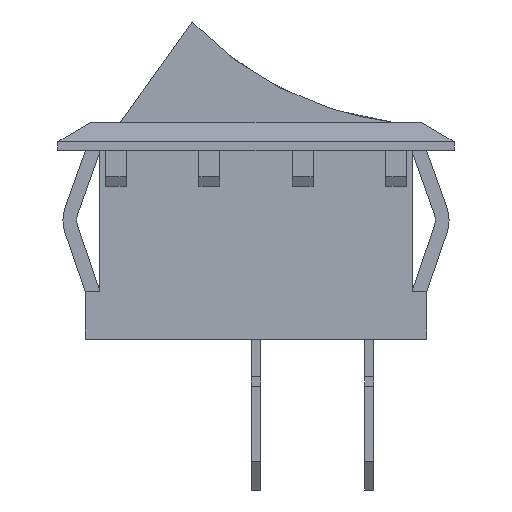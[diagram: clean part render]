
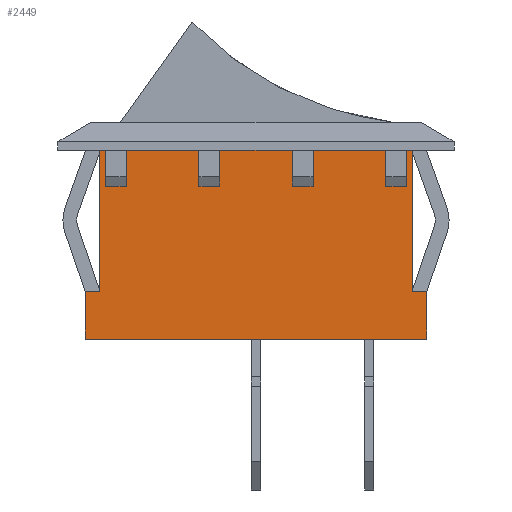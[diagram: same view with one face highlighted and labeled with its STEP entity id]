
A CAD part, front view. The second image highlights one B-rep face of the part: STEP entity #2449.
In plain terms, the highlighted planar face has unit normal (0, -1, 0).
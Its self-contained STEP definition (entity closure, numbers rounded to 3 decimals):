
#40=PLANE('',#2589);
#152=FACE_OUTER_BOUND('',#275,.T.);
#275=EDGE_LOOP('',(#1739,#1740,#1741,#1742,#1743,#1744,#1745,#1746,#1747,
#1748,#1749,#1750,#1751,#1752,#1753,#1754,#1755,#1756,#1757,#1758,#1759,
#1760,#1761,#1762));
#416=LINE('',#3353,#749);
#444=LINE('',#3409,#777);
#448=LINE('',#3417,#781);
#452=LINE('',#3425,#785);
#456=LINE('',#3433,#789);
#458=LINE('',#3437,#791);
#459=LINE('',#3439,#792);
#460=LINE('',#3440,#793);
#461=LINE('',#3442,#794);
#462=LINE('',#3444,#795);
#463=LINE('',#3445,#796);
#464=LINE('',#3447,#797);
#465=LINE('',#3449,#798);
#466=LINE('',#3450,#799);
#467=LINE('',#3452,#800);
#468=LINE('',#3454,#801);
#469=LINE('',#3455,#802);
#470=LINE('',#3457,#803);
#471=LINE('',#3459,#804);
#472=LINE('',#3461,#805);
#473=LINE('',#3463,#806);
#474=LINE('',#3465,#807);
#475=LINE('',#3467,#808);
#476=LINE('',#3468,#809);
#749=VECTOR('',#2742,1000.);
#777=VECTOR('',#2770,1000.);
#781=VECTOR('',#2774,1000.);
#785=VECTOR('',#2778,1000.);
#789=VECTOR('',#2782,1000.);
#791=VECTOR('',#2786,1000.);
#792=VECTOR('',#2787,1000.);
#793=VECTOR('',#2788,1000.);
#794=VECTOR('',#2789,1000.);
#795=VECTOR('',#2790,1000.);
#796=VECTOR('',#2791,1000.);
#797=VECTOR('',#2792,1000.);
#798=VECTOR('',#2793,1000.);
#799=VECTOR('',#2794,1000.);
#800=VECTOR('',#2795,1000.);
#801=VECTOR('',#2796,1000.);
#802=VECTOR('',#2797,1000.);
#803=VECTOR('',#2798,1000.);
#804=VECTOR('',#2799,1000.);
#805=VECTOR('',#2800,1000.);
#806=VECTOR('',#2801,1000.);
#807=VECTOR('',#2802,1000.);
#808=VECTOR('',#2803,1000.);
#809=VECTOR('',#2804,1000.);
#1102=VERTEX_POINT('',#3350);
#1103=VERTEX_POINT('',#3352);
#1130=VERTEX_POINT('',#3406);
#1131=VERTEX_POINT('',#3408);
#1134=VERTEX_POINT('',#3414);
#1135=VERTEX_POINT('',#3416);
#1138=VERTEX_POINT('',#3422);
#1139=VERTEX_POINT('',#3424);
#1142=VERTEX_POINT('',#3430);
#1143=VERTEX_POINT('',#3432);
#1144=VERTEX_POINT('',#3436);
#1145=VERTEX_POINT('',#3438);
#1146=VERTEX_POINT('',#3441);
#1147=VERTEX_POINT('',#3443);
#1148=VERTEX_POINT('',#3446);
#1149=VERTEX_POINT('',#3448);
#1150=VERTEX_POINT('',#3451);
#1151=VERTEX_POINT('',#3453);
#1152=VERTEX_POINT('',#3456);
#1153=VERTEX_POINT('',#3458);
#1154=VERTEX_POINT('',#3460);
#1155=VERTEX_POINT('',#3462);
#1156=VERTEX_POINT('',#3464);
#1157=VERTEX_POINT('',#3466);
#1340=EDGE_CURVE('',#1102,#1103,#416,.T.);
#1368=EDGE_CURVE('',#1130,#1131,#444,.T.);
#1372=EDGE_CURVE('',#1134,#1135,#448,.T.);
#1376=EDGE_CURVE('',#1138,#1139,#452,.T.);
#1380=EDGE_CURVE('',#1142,#1143,#456,.T.);
#1382=EDGE_CURVE('',#1144,#1102,#458,.T.);
#1383=EDGE_CURVE('',#1145,#1144,#459,.T.);
#1384=EDGE_CURVE('',#1145,#1143,#460,.T.);
#1385=EDGE_CURVE('',#1146,#1142,#461,.T.);
#1386=EDGE_CURVE('',#1147,#1146,#462,.T.);
#1387=EDGE_CURVE('',#1147,#1139,#463,.T.);
#1388=EDGE_CURVE('',#1148,#1138,#464,.T.);
#1389=EDGE_CURVE('',#1149,#1148,#465,.T.);
#1390=EDGE_CURVE('',#1149,#1135,#466,.T.);
#1391=EDGE_CURVE('',#1150,#1134,#467,.T.);
#1392=EDGE_CURVE('',#1151,#1150,#468,.T.);
#1393=EDGE_CURVE('',#1151,#1131,#469,.T.);
#1394=EDGE_CURVE('',#1130,#1152,#470,.T.);
#1395=EDGE_CURVE('',#1152,#1153,#471,.T.);
#1396=EDGE_CURVE('',#1153,#1154,#472,.T.);
#1397=EDGE_CURVE('',#1154,#1155,#473,.T.);
#1398=EDGE_CURVE('',#1156,#1155,#474,.T.);
#1399=EDGE_CURVE('',#1157,#1156,#475,.T.);
#1400=EDGE_CURVE('',#1103,#1157,#476,.T.);
#1739=ORIENTED_EDGE('',*,*,#1382,.F.);
#1740=ORIENTED_EDGE('',*,*,#1383,.F.);
#1741=ORIENTED_EDGE('',*,*,#1384,.T.);
#1742=ORIENTED_EDGE('',*,*,#1380,.F.);
#1743=ORIENTED_EDGE('',*,*,#1385,.F.);
#1744=ORIENTED_EDGE('',*,*,#1386,.F.);
#1745=ORIENTED_EDGE('',*,*,#1387,.T.);
#1746=ORIENTED_EDGE('',*,*,#1376,.F.);
#1747=ORIENTED_EDGE('',*,*,#1388,.F.);
#1748=ORIENTED_EDGE('',*,*,#1389,.F.);
#1749=ORIENTED_EDGE('',*,*,#1390,.T.);
#1750=ORIENTED_EDGE('',*,*,#1372,.F.);
#1751=ORIENTED_EDGE('',*,*,#1391,.F.);
#1752=ORIENTED_EDGE('',*,*,#1392,.F.);
#1753=ORIENTED_EDGE('',*,*,#1393,.T.);
#1754=ORIENTED_EDGE('',*,*,#1368,.F.);
#1755=ORIENTED_EDGE('',*,*,#1394,.T.);
#1756=ORIENTED_EDGE('',*,*,#1395,.T.);
#1757=ORIENTED_EDGE('',*,*,#1396,.T.);
#1758=ORIENTED_EDGE('',*,*,#1397,.T.);
#1759=ORIENTED_EDGE('',*,*,#1398,.F.);
#1760=ORIENTED_EDGE('',*,*,#1399,.F.);
#1761=ORIENTED_EDGE('',*,*,#1400,.F.);
#1762=ORIENTED_EDGE('',*,*,#1340,.F.);
#2449=ADVANCED_FACE('',(#152),#40,.F.);
#2589=AXIS2_PLACEMENT_3D('',#3435,#2784,#2785);
#2742=DIRECTION('',(1.,0.,0.));
#2770=DIRECTION('',(1.,0.,0.));
#2774=DIRECTION('',(1.,0.,0.));
#2778=DIRECTION('',(1.,0.,0.));
#2782=DIRECTION('',(1.,0.,0.));
#2784=DIRECTION('center_axis',(0.,1.,0.));
#2785=DIRECTION('ref_axis',(0.,0.,1.));
#2786=DIRECTION('',(0.,0.,1.));
#2787=DIRECTION('',(1.,0.,0.));
#2788=DIRECTION('',(0.,0.,1.));
#2789=DIRECTION('',(0.,0.,1.));
#2790=DIRECTION('',(1.,0.,0.));
#2791=DIRECTION('',(0.,0.,1.));
#2792=DIRECTION('',(0.,0.,1.));
#2793=DIRECTION('',(1.,0.,0.));
#2794=DIRECTION('',(0.,0.,1.));
#2795=DIRECTION('',(0.,0.,1.));
#2796=DIRECTION('',(1.,0.,0.));
#2797=DIRECTION('',(0.,0.,1.));
#2798=DIRECTION('',(0.,0.,-1.));
#2799=DIRECTION('',(-1.,0.,0.));
#2800=DIRECTION('',(0.,0.,-1.));
#2801=DIRECTION('',(1.,0.,0.));
#2802=DIRECTION('',(0.,0.,-1.));
#2803=DIRECTION('',(1.,0.,0.));
#2804=DIRECTION('',(0.,0.,-1.));
#3350=CARTESIAN_POINT('',(7.975,-5.75,10.));
#3352=CARTESIAN_POINT('',(8.3,-5.75,10.));
#3353=CARTESIAN_POINT('',(-8.3,-5.75,10.));
#3406=CARTESIAN_POINT('',(-8.3,-5.75,10.));
#3408=CARTESIAN_POINT('',(-7.975,-5.75,10.));
#3409=CARTESIAN_POINT('',(-8.3,-5.75,10.));
#3414=CARTESIAN_POINT('',(-6.875,-5.75,10.));
#3416=CARTESIAN_POINT('',(-3.025,-5.75,10.));
#3417=CARTESIAN_POINT('',(-8.3,-5.75,10.));
#3422=CARTESIAN_POINT('',(-1.925,-5.75,10.));
#3424=CARTESIAN_POINT('',(1.925,-5.75,10.));
#3425=CARTESIAN_POINT('',(-8.3,-5.75,10.));
#3430=CARTESIAN_POINT('',(3.025,-5.75,10.));
#3432=CARTESIAN_POINT('',(6.875,-5.75,10.));
#3433=CARTESIAN_POINT('',(-8.3,-5.75,10.));
#3435=CARTESIAN_POINT('Origin',(-8.3,-5.75,10.));
#3436=CARTESIAN_POINT('',(7.975,-5.75,8.1));
#3437=CARTESIAN_POINT('',(7.975,-5.75,8.1));
#3438=CARTESIAN_POINT('',(6.875,-5.75,8.1));
#3439=CARTESIAN_POINT('',(7.975,-5.75,8.1));
#3440=CARTESIAN_POINT('',(6.875,-5.75,8.1));
#3441=CARTESIAN_POINT('',(3.025,-5.75,8.1));
#3442=CARTESIAN_POINT('',(3.025,-5.75,8.1));
#3443=CARTESIAN_POINT('',(1.925,-5.75,8.1));
#3444=CARTESIAN_POINT('',(3.025,-5.75,8.1));
#3445=CARTESIAN_POINT('',(1.925,-5.75,8.1));
#3446=CARTESIAN_POINT('',(-1.925,-5.75,8.1));
#3447=CARTESIAN_POINT('',(-1.925,-5.75,8.1));
#3448=CARTESIAN_POINT('',(-3.025,-5.75,8.1));
#3449=CARTESIAN_POINT('',(-3.025,-5.75,8.1));
#3450=CARTESIAN_POINT('',(-3.025,-5.75,8.1));
#3451=CARTESIAN_POINT('',(-6.875,-5.75,8.1));
#3452=CARTESIAN_POINT('',(-6.875,-5.75,8.1));
#3453=CARTESIAN_POINT('',(-7.975,-5.75,8.1));
#3454=CARTESIAN_POINT('',(-7.975,-5.75,8.1));
#3455=CARTESIAN_POINT('',(-7.975,-5.75,8.1));
#3456=CARTESIAN_POINT('',(-8.3,-5.75,2.5));
#3457=CARTESIAN_POINT('',(-8.3,-5.75,10.));
#3458=CARTESIAN_POINT('',(-9.05,-5.75,2.5));
#3459=CARTESIAN_POINT('',(-9.05,-5.75,2.5));
#3460=CARTESIAN_POINT('',(-9.05,-5.75,0.));
#3461=CARTESIAN_POINT('',(-9.05,-5.75,0.));
#3462=CARTESIAN_POINT('',(9.05,-5.75,0.));
#3463=CARTESIAN_POINT('',(-8.3,-5.75,0.));
#3464=CARTESIAN_POINT('',(9.05,-5.75,2.5));
#3465=CARTESIAN_POINT('',(9.05,-5.75,0.));
#3466=CARTESIAN_POINT('',(8.3,-5.75,2.5));
#3467=CARTESIAN_POINT('',(9.05,-5.75,2.5));
#3468=CARTESIAN_POINT('',(8.3,-5.75,10.));
